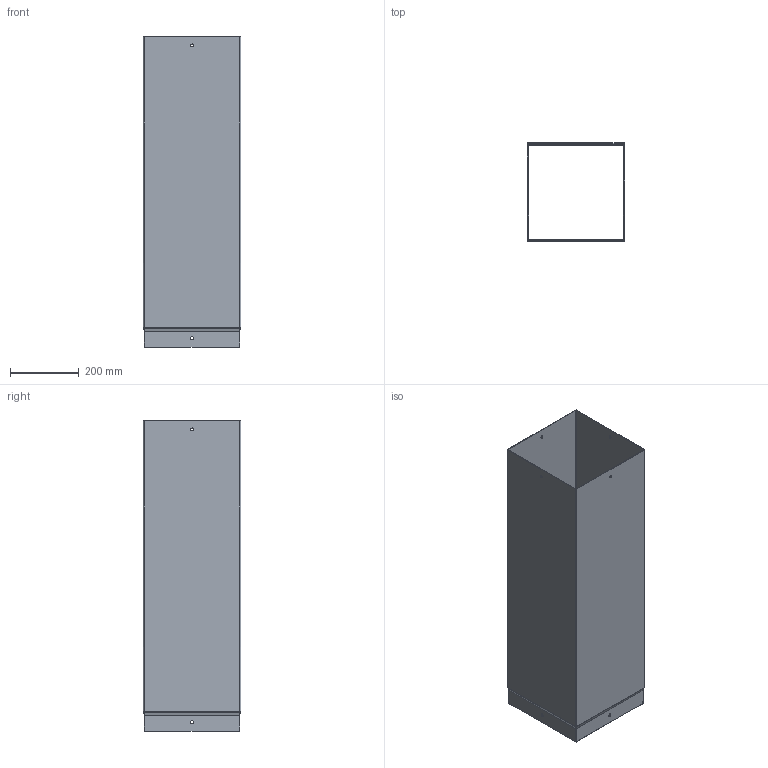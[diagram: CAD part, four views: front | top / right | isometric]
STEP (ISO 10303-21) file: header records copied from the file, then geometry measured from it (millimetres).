
FILE_DESCRIPTION(('STEP AP214'),'1');
FILE_NAME('Prolongation 284x284.stp','2017-02-01T16:31:18',(' '),(' '),'Spatial InterOp 3D',' ',' ');
FILE_SCHEMA(('automotive_design'));
Length unit declared in the file: millimetre
Products named in the file (1): Prolongation
Bounding box: 284 x 284 x 903.47 mm (x, y, z)
Volume: 2030860.1 mm3; surface area: 2035899.6 mm2
Topology: 1 solids, 1 shells, 146 faces, 472 edges, 312 vertices
Faces by surface type: cylinder 80, plane 66
Full cylindrical faces by diameter (mm): 8 x4, 9.2 x4
Entity records: 6730 total; most frequent: CARTESIAN_POINT 1457, ORIENTED_EDGE 928, DIRECTION 798, EDGE_CURVE 464, AXIS2_PLACEMENT_3D 315, VERTEX_POINT 312, EDGE_LOOP 172, LINE 168
